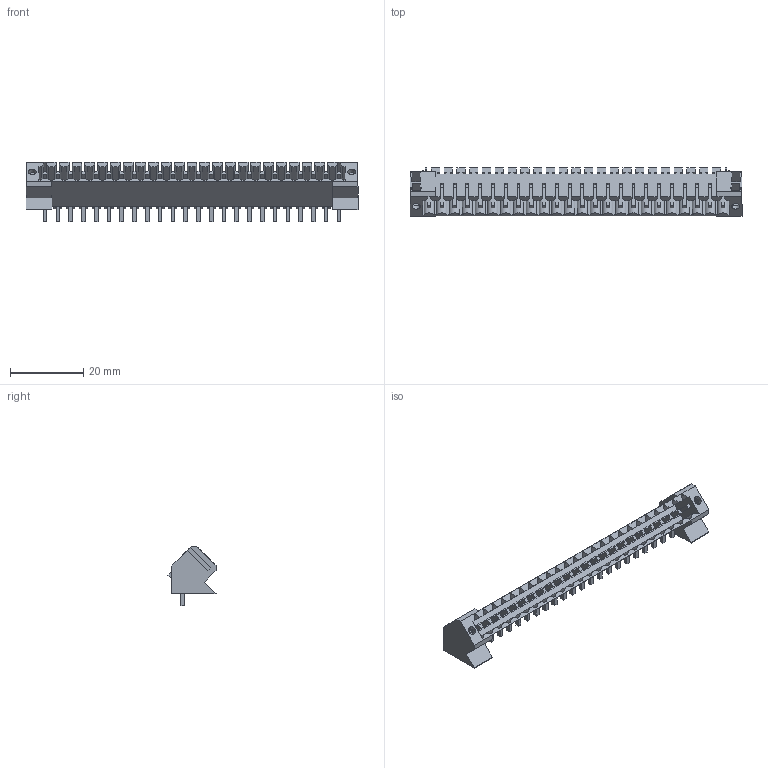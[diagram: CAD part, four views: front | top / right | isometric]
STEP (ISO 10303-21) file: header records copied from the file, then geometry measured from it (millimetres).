
FILE_DESCRIPTION(('CATIA V5 STEP Exchange','CAx-IF Rec.Pracs.--- Model Styling and Organization---1.2---2011-12-15'),'2;1');
FILE_NAME ('D1446382_0_1003740000_1003740000.stp','2018-03-23T11:40:27+00:00',('none'),('Weidmueller'),'CATIA Version 5-6 Release 2014','CATIA V5 STEP AP214','none');
FILE_SCHEMA(('AUTOMOTIVE_DESIGN { 1 0 10303 214 1 1 1 1 }'));
Length unit declared in the file: millimetre
Products named in the file (1): 1003740000
Bounding box: 90.95 x 13.15 x 16.23 mm (x, y, z)
Volume: 3659.9 mm3; surface area: 8992.5 mm2
Topology: 25 solids, 25 shells, 1298 faces, 3947 edges, 2717 vertices
Faces by surface type: plane 1270, cylinder 28
Entity records: 39925 total; most frequent: ORIENTED_EDGE 7894, CARTESIAN_POINT 7236, DIRECTION 5009, EDGE_CURVE 3947, VECTOR 3887, LINE 3887, VERTEX_POINT 2717, EDGE_LOOP 1380
